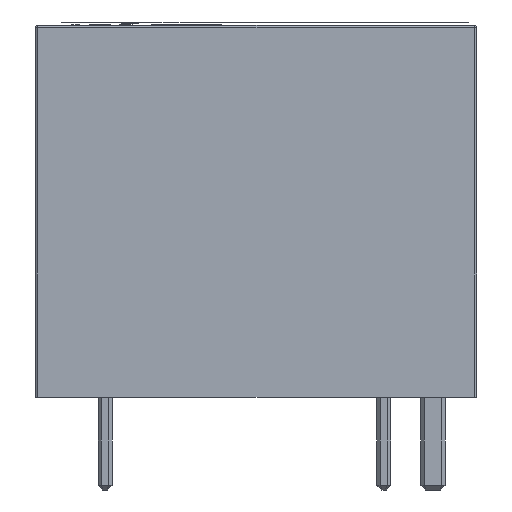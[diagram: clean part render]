
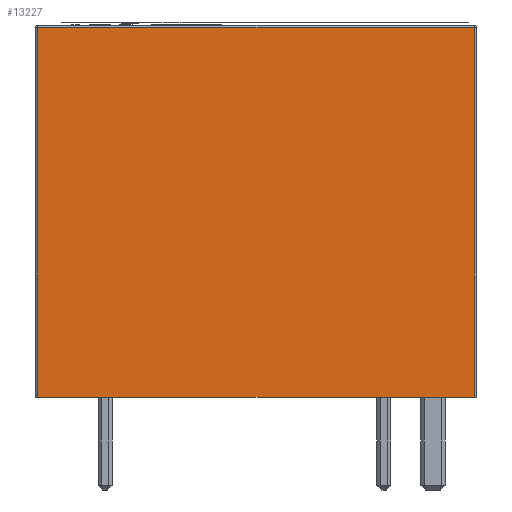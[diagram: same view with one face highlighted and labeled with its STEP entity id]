
A CAD part, front view. The second image highlights one B-rep face of the part: STEP entity #13227.
In plain terms, the highlighted planar face has unit normal (0, -1, 0).
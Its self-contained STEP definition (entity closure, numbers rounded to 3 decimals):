
#13227 = ADVANCED_FACE('',(#13228),#13262,.F.);
#13228 = FACE_BOUND('',#13229,.F.);
#13229 = EDGE_LOOP('',(#13230,#13240,#13248,#13256));
#13230 = ORIENTED_EDGE('',*,*,#13231,.F.);
#13231 = EDGE_CURVE('',#13232,#13234,#13236,.T.);
#13232 = VERTEX_POINT('',#13233);
#13233 = CARTESIAN_POINT('',(0.1,0.,0.));
#13234 = VERTEX_POINT('',#13235);
#13235 = CARTESIAN_POINT('',(18.9,0.,0.));
#13236 = LINE('',#13237,#13238);
#13237 = CARTESIAN_POINT('',(0.,0.,0.));
#13238 = VECTOR('',#13239,1.);
#13239 = DIRECTION('',(1.,0.,0.));
#13240 = ORIENTED_EDGE('',*,*,#13241,.T.);
#13241 = EDGE_CURVE('',#13232,#13242,#13244,.T.);
#13242 = VERTEX_POINT('',#13243);
#13243 = CARTESIAN_POINT('',(0.1,0.,15.9));
#13244 = LINE('',#13245,#13246);
#13245 = CARTESIAN_POINT('',(0.1,0.,0.));
#13246 = VECTOR('',#13247,1.);
#13247 = DIRECTION('',(0.,0.,1.));
#13248 = ORIENTED_EDGE('',*,*,#13249,.T.);
#13249 = EDGE_CURVE('',#13242,#13250,#13252,.T.);
#13250 = VERTEX_POINT('',#13251);
#13251 = CARTESIAN_POINT('',(18.9,0.,15.9));
#13252 = LINE('',#13253,#13254);
#13253 = CARTESIAN_POINT('',(0.,0.,15.9));
#13254 = VECTOR('',#13255,1.);
#13255 = DIRECTION('',(1.,0.,0.));
#13256 = ORIENTED_EDGE('',*,*,#13257,.F.);
#13257 = EDGE_CURVE('',#13234,#13250,#13258,.T.);
#13258 = LINE('',#13259,#13260);
#13259 = CARTESIAN_POINT('',(18.9,0.,0.));
#13260 = VECTOR('',#13261,1.);
#13261 = DIRECTION('',(0.,0.,1.));
#13262 = PLANE('',#13263);
#13263 = AXIS2_PLACEMENT_3D('',#13264,#13265,#13266);
#13264 = CARTESIAN_POINT('',(0.,0.,0.));
#13265 = DIRECTION('',(0.,1.,0.));
#13266 = DIRECTION('',(1.,0.,0.));
